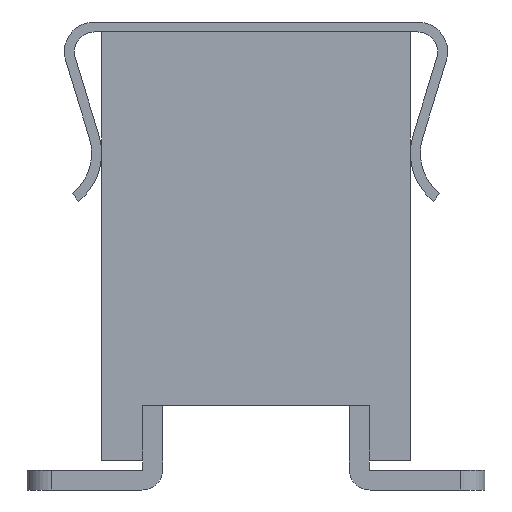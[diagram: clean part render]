
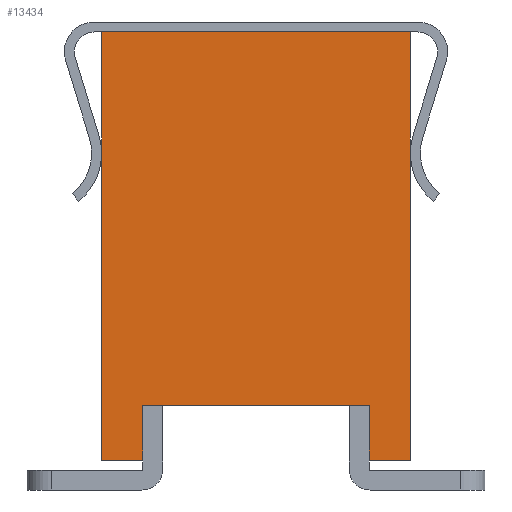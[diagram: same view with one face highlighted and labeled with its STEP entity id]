
A CAD part, left-side view. The second image highlights one B-rep face of the part: STEP entity #13434.
In plain terms, the highlighted face is planar.
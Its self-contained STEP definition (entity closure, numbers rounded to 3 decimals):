
#560=PLANE('',#14814);
#1847=LINE('',#22930,#3163);
#1871=LINE('',#22959,#3187);
#1876=LINE('',#22970,#3192);
#1880=LINE('',#22979,#3196);
#1882=LINE('',#22983,#3198);
#1885=LINE('',#22987,#3201);
#1886=LINE('',#22989,#3202);
#1887=LINE('',#22990,#3203);
#3163=VECTOR('',#18594,1000.);
#3187=VECTOR('',#18620,1000.);
#3192=VECTOR('',#18627,1000.);
#3196=VECTOR('',#18633,1000.);
#3198=VECTOR('',#18637,1000.);
#3201=VECTOR('',#18642,1000.);
#3202=VECTOR('',#18645,1000.);
#3203=VECTOR('',#18646,1000.);
#6966=ORIENTED_EDGE('',*,*,#9117,.T.);
#6967=ORIENTED_EDGE('',*,*,#9103,.T.);
#6968=ORIENTED_EDGE('',*,*,#9118,.T.);
#6969=ORIENTED_EDGE('',*,*,#9079,.T.);
#6970=ORIENTED_EDGE('',*,*,#9114,.T.);
#6971=ORIENTED_EDGE('',*,*,#9108,.F.);
#6972=ORIENTED_EDGE('',*,*,#9119,.F.);
#6973=ORIENTED_EDGE('',*,*,#9112,.T.);
#9079=EDGE_CURVE('',#10376,#10374,#1847,.T.);
#9103=EDGE_CURVE('',#10380,#10379,#1871,.T.);
#9108=EDGE_CURVE('',#10384,#10385,#1876,.T.);
#9112=EDGE_CURVE('',#10389,#10388,#1880,.T.);
#9114=EDGE_CURVE('',#10374,#10385,#1882,.T.);
#9117=EDGE_CURVE('',#10388,#10380,#1885,.T.);
#9118=EDGE_CURVE('',#10379,#10376,#1886,.T.);
#9119=EDGE_CURVE('',#10389,#10384,#1887,.T.);
#10374=VERTEX_POINT('',#22928);
#10376=VERTEX_POINT('',#22931);
#10379=VERTEX_POINT('',#22958);
#10380=VERTEX_POINT('',#22960);
#10384=VERTEX_POINT('',#22969);
#10385=VERTEX_POINT('',#22971);
#10388=VERTEX_POINT('',#22978);
#10389=VERTEX_POINT('',#22980);
#11640=EDGE_LOOP('',(#6966,#6967,#6968,#6969,#6970,#6971,#6972,#6973));
#12388=FACE_BOUND('',#11640,.T.);
#13434=ADVANCED_FACE('',(#12388),#560,.T.);
#14814=AXIS2_PLACEMENT_3D('',#22988,#18643,#18644);
#18594=DIRECTION('',(0.,0.,-1.));
#18620=DIRECTION('',(0.,0.,1.));
#18627=DIRECTION('',(0.,0.,-1.));
#18633=DIRECTION('',(0.,0.,-1.));
#18637=DIRECTION('',(0.,1.,0.));
#18642=DIRECTION('',(0.,1.,0.));
#18643=DIRECTION('',(1.,0.,0.));
#18644=DIRECTION('',(0.,0.,-1.));
#18645=DIRECTION('',(0.,1.,0.));
#18646=DIRECTION('',(0.,1.,0.));
#22928=CARTESIAN_POINT('',(3.375,1.135,-2.15));
#22930=CARTESIAN_POINT('',(3.375,1.135,-1.6));
#22931=CARTESIAN_POINT('',(3.375,1.135,-1.6));
#22958=CARTESIAN_POINT('',(3.375,-1.135,-1.6));
#22959=CARTESIAN_POINT('',(3.375,-1.135,-2.15));
#22960=CARTESIAN_POINT('',(3.375,-1.135,-2.15));
#22969=CARTESIAN_POINT('',(3.375,1.55,2.15));
#22970=CARTESIAN_POINT('',(3.375,1.55,2.15));
#22971=CARTESIAN_POINT('',(3.375,1.55,-2.15));
#22978=CARTESIAN_POINT('',(3.375,-1.55,-2.15));
#22979=CARTESIAN_POINT('',(3.375,-1.55,2.15));
#22980=CARTESIAN_POINT('',(3.375,-1.55,2.15));
#22983=CARTESIAN_POINT('',(3.375,-1.55,-2.15));
#22987=CARTESIAN_POINT('',(3.375,-1.55,-2.15));
#22988=CARTESIAN_POINT('',(3.375,-1.55,2.15));
#22989=CARTESIAN_POINT('',(3.375,-1.135,-1.6));
#22990=CARTESIAN_POINT('',(3.375,-1.55,2.15));
